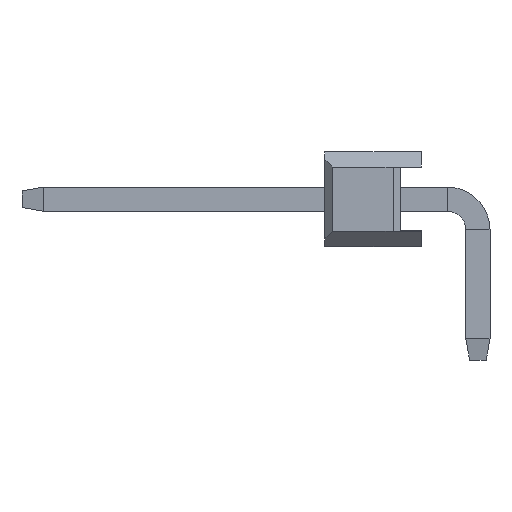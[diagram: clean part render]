
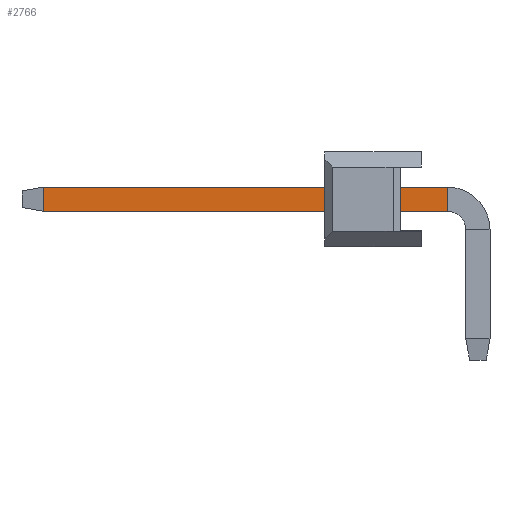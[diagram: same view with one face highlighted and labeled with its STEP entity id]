
A CAD part, left-side view. The second image highlights one B-rep face of the part: STEP entity #2766.
In plain terms, the highlighted planar face has unit normal (-1, 0, 0).
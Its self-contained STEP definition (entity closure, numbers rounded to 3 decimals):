
#88 = VECTOR ( 'NONE', #8593, 1000. ) ;
#244 = LINE ( 'NONE', #3196, #318 ) ;
#318 = VECTOR ( 'NONE', #6134, 1000. ) ;
#463 = EDGE_CURVE ( 'NONE', #3083, #5099, #7170, .T. ) ;
#499 = CARTESIAN_POINT ( 'NONE',  ( -15.56, 10.54, 0.32 ) ) ;
#613 = EDGE_LOOP ( 'NONE', ( #7082, #8974, #5410, #5462 ) ) ;
#639 = FACE_OUTER_BOUND ( 'NONE', #613, .T. ) ;
#2220 = AXIS2_PLACEMENT_3D ( 'NONE', #6572, #9491, #2881 ) ;
#2483 = LINE ( 'NONE', #5425, #6574 ) ;
#2641 = LINE ( 'NONE', #5580, #88 ) ;
#2766 = ADVANCED_FACE ( 'NONE', ( #639 ), #3602, .F. ) ;
#2881 = DIRECTION ( 'NONE',  ( 0., 0., -1. ) ) ;
#3083 = VERTEX_POINT ( 'NONE', #7765 ) ;
#3098 = VERTEX_POINT ( 'NONE', #6260 ) ;
#3196 = CARTESIAN_POINT ( 'NONE',  ( -15.56, 9.973, -0.32 ) ) ;
#3458 = DIRECTION ( 'NONE',  ( 0., -1., 0. ) ) ;
#3525 = EDGE_CURVE ( 'NONE', #9466, #5099, #2483, .T. ) ;
#3602 = PLANE ( 'NONE',  #2220 ) ;
#4195 = VECTOR ( 'NONE', #3458, 1000. ) ;
#5099 = VERTEX_POINT ( 'NONE', #6647 ) ;
#5220 = EDGE_CURVE ( 'NONE', #3083, #3098, #244, .T. ) ;
#5410 = ORIENTED_EDGE ( 'NONE', *, *, #7233, .T. ) ;
#5425 = CARTESIAN_POINT ( 'NONE',  ( -15.56, -0.7, 0.32 ) ) ;
#5462 = ORIENTED_EDGE ( 'NONE', *, *, #3525, .T. ) ;
#5580 = CARTESIAN_POINT ( 'NONE',  ( -15.56, 10.54, -0.32 ) ) ;
#6134 = DIRECTION ( 'NONE',  ( 0., 0., -1. ) ) ;
#6260 = CARTESIAN_POINT ( 'NONE',  ( -15.56, 9.973, -0.32 ) ) ;
#6572 = CARTESIAN_POINT ( 'NONE',  ( -15.56, 10.54, 0.32 ) ) ;
#6574 = VECTOR ( 'NONE', #8434, 1000. ) ;
#6647 = CARTESIAN_POINT ( 'NONE',  ( -15.56, -0.7, 0.32 ) ) ;
#7066 = CARTESIAN_POINT ( 'NONE',  ( -15.56, -0.7, -0.32 ) ) ;
#7082 = ORIENTED_EDGE ( 'NONE', *, *, #463, .F. ) ;
#7170 = LINE ( 'NONE', #499, #4195 ) ;
#7233 = EDGE_CURVE ( 'NONE', #3098, #9466, #2641, .T. ) ;
#7765 = CARTESIAN_POINT ( 'NONE',  ( -15.56, 9.973, 0.32 ) ) ;
#8434 = DIRECTION ( 'NONE',  ( 0., 0., 1. ) ) ;
#8593 = DIRECTION ( 'NONE',  ( 0., -1., 0. ) ) ;
#8974 = ORIENTED_EDGE ( 'NONE', *, *, #5220, .T. ) ;
#9466 = VERTEX_POINT ( 'NONE', #7066 ) ;
#9491 = DIRECTION ( 'NONE',  ( 1., 0., 0. ) ) ;
